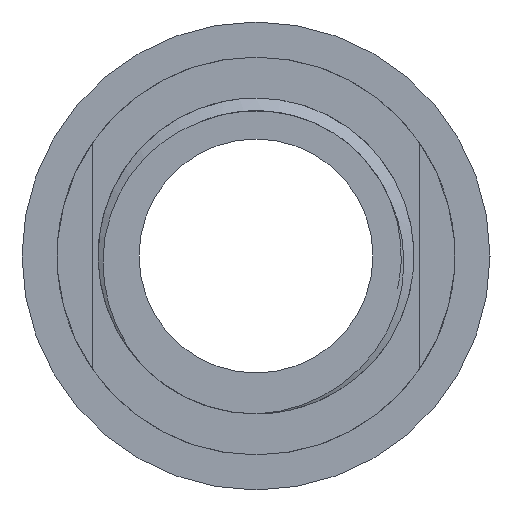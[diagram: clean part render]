
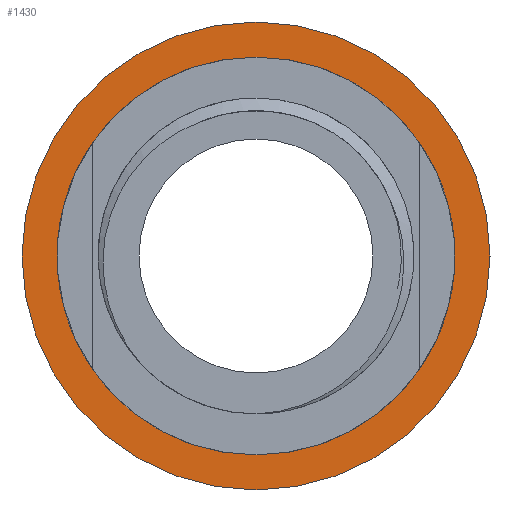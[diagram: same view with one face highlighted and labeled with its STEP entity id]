
A CAD part, left-side view. The second image highlights one B-rep face of the part: STEP entity #1430.
In plain terms, the highlighted planar face has unit normal (-1, 0, 0).
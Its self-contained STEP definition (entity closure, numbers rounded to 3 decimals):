
#75 = AXIS2_PLACEMENT_3D ( 'NONE', #3889, #1070, #1399 ) ;
#153 = FACE_BOUND ( 'NONE', #1524, .T. ) ;
#180 = AXIS2_PLACEMENT_3D ( 'NONE', #2804, #649, #3775 ) ;
#360 = VERTEX_POINT ( 'NONE', #466 ) ;
#458 = ORIENTED_EDGE ( 'NONE', *, *, #2518, .F. ) ;
#459 = CARTESIAN_POINT ( 'NONE',  ( -9.5, 0., 10. ) ) ;
#466 = CARTESIAN_POINT ( 'NONE',  ( -9.5, 0., 8.5 ) ) ;
#475 = AXIS2_PLACEMENT_3D ( 'NONE', #745, #3236, #2615 ) ;
#498 = CIRCLE ( 'NONE', #475, 8.5 ) ;
#568 = EDGE_CURVE ( 'NONE', #3105, #603, #3597, .T. ) ;
#603 = VERTEX_POINT ( 'NONE', #659 ) ;
#649 = DIRECTION ( 'NONE',  ( -1., 0., 0. ) ) ;
#659 = CARTESIAN_POINT ( 'NONE',  ( -9.5, 0., -10. ) ) ;
#681 = CIRCLE ( 'NONE', #2093, 10. ) ;
#745 = CARTESIAN_POINT ( 'NONE',  ( -9.5, 0., 0. ) ) ;
#989 = VERTEX_POINT ( 'NONE', #1271 ) ;
#1070 = DIRECTION ( 'NONE',  ( -1., 0., 0. ) ) ;
#1090 = FACE_OUTER_BOUND ( 'NONE', #3372, .T. ) ;
#1226 = DIRECTION ( 'NONE',  ( 0., 0., 1. ) ) ;
#1271 = CARTESIAN_POINT ( 'NONE',  ( -9.5, 0., -8.5 ) ) ;
#1399 = DIRECTION ( 'NONE',  ( 0., 0., 1. ) ) ;
#1430 = ADVANCED_FACE ( 'NONE', ( #1090, #153 ), #2268, .T. ) ;
#1490 = DIRECTION ( 'NONE',  ( 0., 0., 1. ) ) ;
#1524 = EDGE_LOOP ( 'NONE', ( #458, #3862 ) ) ;
#1828 = AXIS2_PLACEMENT_3D ( 'NONE', #2156, #4027, #1226 ) ;
#2093 = AXIS2_PLACEMENT_3D ( 'NONE', #3278, #3259, #1490 ) ;
#2156 = CARTESIAN_POINT ( 'NONE',  ( -9.5, 0., 0. ) ) ;
#2268 = PLANE ( 'NONE',  #75 ) ;
#2518 = EDGE_CURVE ( 'NONE', #360, #989, #3838, .T. ) ;
#2615 = DIRECTION ( 'NONE',  ( 0., 0., 1. ) ) ;
#2804 = CARTESIAN_POINT ( 'NONE',  ( -9.5, 0., 0. ) ) ;
#2815 = EDGE_CURVE ( 'NONE', #989, #360, #498, .T. ) ;
#3105 = VERTEX_POINT ( 'NONE', #459 ) ;
#3122 = EDGE_CURVE ( 'NONE', #603, #3105, #681, .T. ) ;
#3236 = DIRECTION ( 'NONE',  ( -1., 0., 0. ) ) ;
#3259 = DIRECTION ( 'NONE',  ( -1., 0., 0. ) ) ;
#3278 = CARTESIAN_POINT ( 'NONE',  ( -9.5, 0., 0. ) ) ;
#3372 = EDGE_LOOP ( 'NONE', ( #3737, #3460 ) ) ;
#3460 = ORIENTED_EDGE ( 'NONE', *, *, #3122, .T. ) ;
#3597 = CIRCLE ( 'NONE', #1828, 10. ) ;
#3737 = ORIENTED_EDGE ( 'NONE', *, *, #568, .T. ) ;
#3775 = DIRECTION ( 'NONE',  ( 0., 0., 1. ) ) ;
#3838 = CIRCLE ( 'NONE', #180, 8.5 ) ;
#3862 = ORIENTED_EDGE ( 'NONE', *, *, #2815, .F. ) ;
#3889 = CARTESIAN_POINT ( 'NONE',  ( -9.5, 0., 0. ) ) ;
#4027 = DIRECTION ( 'NONE',  ( -1., 0., 0. ) ) ;
